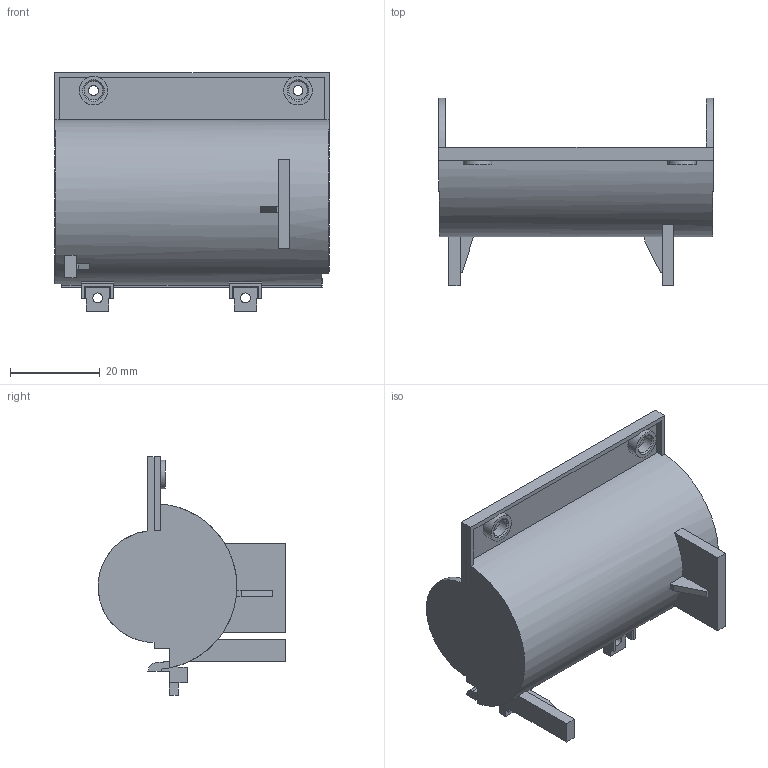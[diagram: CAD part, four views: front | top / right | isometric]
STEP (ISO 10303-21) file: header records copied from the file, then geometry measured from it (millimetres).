
FILE_DESCRIPTION(/* description */ (''),/* implementation_level */ '2;1');
FILE_NAME(/* name */ '部件-纸仓.step',/* time_stamp */ '2021-05-21T17:32:26+08:00',/* author */ (''),/* organization */ (''),/* preprocessor_version */ 'ST-DEVELOPER v18.1',/* originating_system */ 'Autodesk Translation Framework v10.6.0.1341',/* authorisation */ '');
FILE_SCHEMA (('AUTOMOTIVE_DESIGN { 1 0 10303 214 3 1 1 }'));
Length unit declared in the file: millimetre
Products named in the file (1): 纸仓
Bounding box: 61.42 x 41.94 x 53.3 mm (x, y, z)
Volume: 9772.1 mm3; surface area: 13192.5 mm2
Topology: 1 solids, 1 shells, 111 faces, 305 edges, 200 vertices
Faces by surface type: plane 93, cylinder 14, cone 4
Full cylindrical faces by diameter (mm): 2.2 x4, 4.2 x2, 6.4 x2
Entity records: 3542 total; most frequent: CARTESIAN_POINT 617, ORIENTED_EDGE 610, DIRECTION 583, EDGE_CURVE 305, LINE 251, VECTOR 251, VERTEX_POINT 200, AXIS2_PLACEMENT_3D 166
